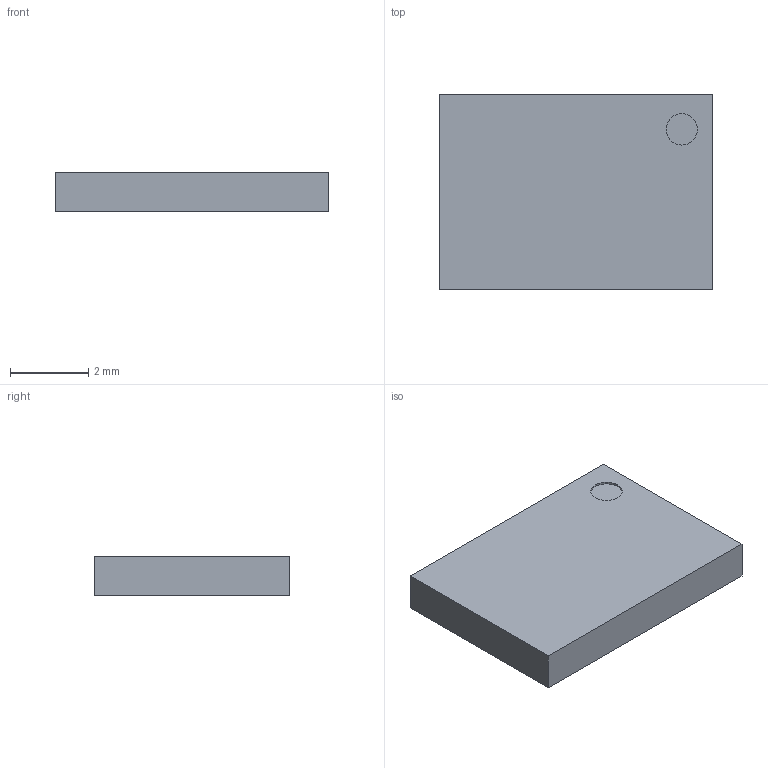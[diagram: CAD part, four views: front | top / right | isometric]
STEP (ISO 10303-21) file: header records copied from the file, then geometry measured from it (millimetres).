
FILE_DESCRIPTION(/* description */ (''),/* implementation_level */ '2;1');
FILE_NAME(/* name */ 'WIFI_4343W v1.step',/* time_stamp */ '2021-11-04T17:33:06-04:00',/* author */ (''),/* organization */ (''),/* preprocessor_version */ 'ST-DEVELOPER v18.1',/* originating_system */ 'Autodesk Translation Framework v10.10.0.1391',/* authorisation */ '');
FILE_SCHEMA (('AUTOMOTIVE_DESIGN { 1 0 10303 214 3 1 1 }'));
Length unit declared in the file: millimetre
Products named in the file (2): WIFI_4343W; Component1
Assembly tree (1 placements, depth 2):
  WIFI_4343W
    Component1
Bounding box: 7 x 5 x 1 mm (x, y, z)
Volume: 35 mm3; surface area: 94.1 mm2
Topology: 1 solids, 1 shells, 8 faces, 15 edges, 10 vertices
Faces by surface type: plane 7, cylinder 1
Full cylindrical faces by diameter (mm): 0.8 x1
Entity records: 277 total; most frequent: DIRECTION 41, CARTESIAN_POINT 37, ORIENTED_EDGE 30, EDGE_CURVE 15, AXIS2_PLACEMENT_3D 14, LINE 13, VECTOR 13, VERTEX_POINT 10
